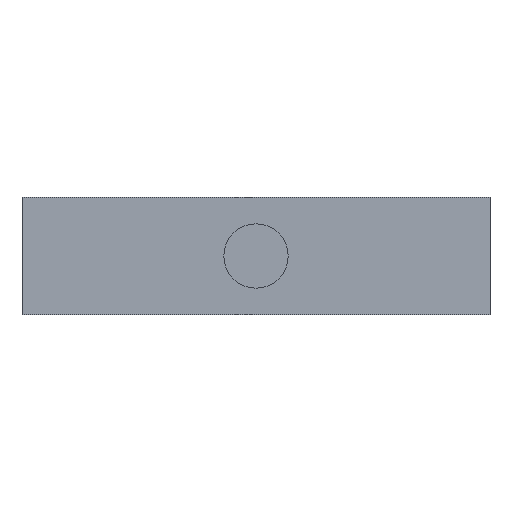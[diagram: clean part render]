
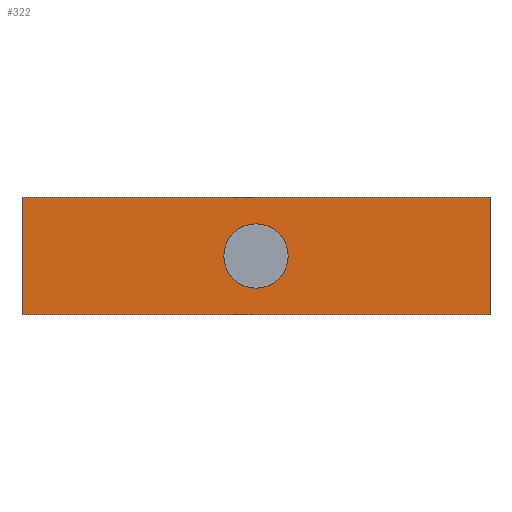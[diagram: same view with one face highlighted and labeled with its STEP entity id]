
A CAD part, front view. The second image highlights one B-rep face of the part: STEP entity #322.
In plain terms, the highlighted planar face has unit normal (0, -1, 0).
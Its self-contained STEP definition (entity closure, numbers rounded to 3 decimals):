
#2 = VERTEX_POINT ( 'NONE', #446 ) ;
#17 = VECTOR ( 'NONE', #317, 1000. ) ;
#24 = DIRECTION ( 'NONE',  ( 0., 0., -1. ) ) ;
#51 = CARTESIAN_POINT ( 'NONE',  ( -8., -3.5, 2. ) ) ;
#73 = EDGE_CURVE ( 'NONE', #2, #731, #130, .T. ) ;
#106 = EDGE_LOOP ( 'NONE', ( #250, #510, #722, #339 ) ) ;
#111 = FACE_OUTER_BOUND ( 'NONE', #106, .T. ) ;
#114 = VERTEX_POINT ( 'NONE', #370 ) ;
#121 = DIRECTION ( 'NONE',  ( 0., 0., 1. ) ) ;
#130 = LINE ( 'NONE', #757, #202 ) ;
#164 = AXIS2_PLACEMENT_3D ( 'NONE', #329, #338, #121 ) ;
#199 = PLANE ( 'NONE',  #164 ) ;
#202 = VECTOR ( 'NONE', #24, 1000. ) ;
#222 = CARTESIAN_POINT ( 'NONE',  ( 8., -3.5, 2. ) ) ;
#250 = ORIENTED_EDGE ( 'NONE', *, *, #800, .T. ) ;
#258 = DIRECTION ( 'NONE',  ( 1., 0., 0. ) ) ;
#317 = DIRECTION ( 'NONE',  ( 1., 0., 0. ) ) ;
#322 = ADVANCED_FACE ( 'NONE', ( #111 ), #199, .F. ) ;
#329 = CARTESIAN_POINT ( 'NONE',  ( -8., -3.5, 2. ) ) ;
#336 = CARTESIAN_POINT ( 'NONE',  ( 8., -3.5, -2. ) ) ;
#338 = DIRECTION ( 'NONE',  ( 0., 1., 0. ) ) ;
#339 = ORIENTED_EDGE ( 'NONE', *, *, #73, .T. ) ;
#369 = EDGE_CURVE ( 'NONE', #114, #850, #653, .T. ) ;
#370 = CARTESIAN_POINT ( 'NONE',  ( 8., -3.5, 2. ) ) ;
#441 = LINE ( 'NONE', #711, #830 ) ;
#446 = CARTESIAN_POINT ( 'NONE',  ( -8., -3.5, 2. ) ) ;
#447 = DIRECTION ( 'NONE',  ( 0., 0., -1. ) ) ;
#486 = VECTOR ( 'NONE', #447, 1000. ) ;
#510 = ORIENTED_EDGE ( 'NONE', *, *, #369, .F. ) ;
#575 = LINE ( 'NONE', #51, #17 ) ;
#653 = LINE ( 'NONE', #222, #486 ) ;
#687 = EDGE_CURVE ( 'NONE', #2, #114, #575, .T. ) ;
#711 = CARTESIAN_POINT ( 'NONE',  ( -8., -3.5, -2. ) ) ;
#722 = ORIENTED_EDGE ( 'NONE', *, *, #687, .F. ) ;
#731 = VERTEX_POINT ( 'NONE', #846 ) ;
#757 = CARTESIAN_POINT ( 'NONE',  ( -8., -3.5, 2. ) ) ;
#800 = EDGE_CURVE ( 'NONE', #731, #850, #441, .T. ) ;
#830 = VECTOR ( 'NONE', #258, 1000. ) ;
#846 = CARTESIAN_POINT ( 'NONE',  ( -8., -3.5, -2. ) ) ;
#850 = VERTEX_POINT ( 'NONE', #336 ) ;
